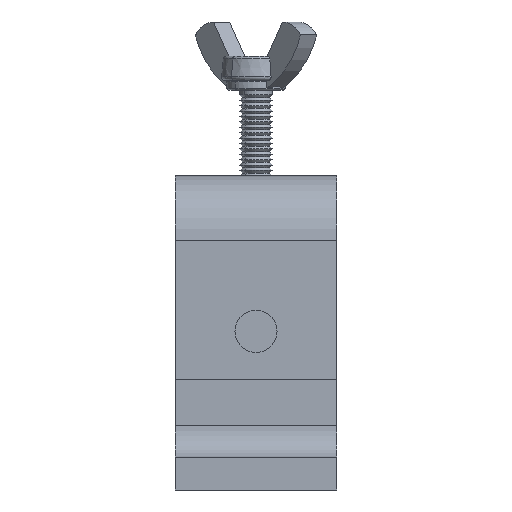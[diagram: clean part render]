
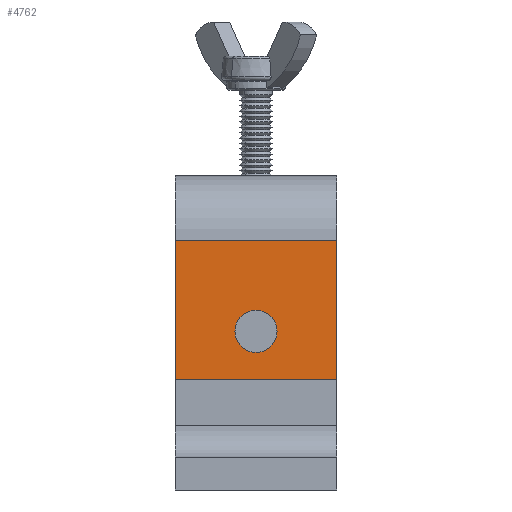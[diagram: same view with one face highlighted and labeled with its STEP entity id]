
A CAD part, front view. The second image highlights one B-rep face of the part: STEP entity #4762.
In plain terms, the highlighted planar face has unit normal (0, -1, 0).
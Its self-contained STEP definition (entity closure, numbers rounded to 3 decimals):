
#211 = CARTESIAN_POINT ( 'NONE',  ( 0., 0., -48. ) ) ;
#850 = CARTESIAN_POINT ( 'NONE',  ( 25., 0., -63. ) ) ;
#1347 = ORIENTED_EDGE ( 'NONE', *, *, #16357, .T. ) ;
#1525 = DIRECTION ( 'NONE',  ( 0., 0., -1. ) ) ;
#1622 = LINE ( 'NONE', #7941, #15973 ) ;
#2367 = CARTESIAN_POINT ( 'NONE',  ( -25., 0., -20. ) ) ;
#2397 = DIRECTION ( 'NONE',  ( 0., 0., -1. ) ) ;
#2536 = DIRECTION ( 'NONE',  ( -1., 0., 0. ) ) ;
#2615 = CARTESIAN_POINT ( 'NONE',  ( 25., 0., -20. ) ) ;
#3390 = VERTEX_POINT ( 'NONE', #6482 ) ;
#3779 = AXIS2_PLACEMENT_3D ( 'NONE', #10483, #11954, #2397 ) ;
#4360 = EDGE_CURVE ( 'NONE', #13016, #16725, #1622, .T. ) ;
#4490 = EDGE_CURVE ( 'NONE', #7043, #3390, #9009, .T. ) ;
#4762 = ADVANCED_FACE ( 'NONE', ( #8570, #13022 ), #11554, .T. ) ;
#4834 = ORIENTED_EDGE ( 'NONE', *, *, #4360, .F. ) ;
#6162 = DIRECTION ( 'NONE',  ( 0., -1., 0. ) ) ;
#6205 = LINE ( 'NONE', #2615, #11090 ) ;
#6304 = CARTESIAN_POINT ( 'NONE',  ( -25., 0., -63. ) ) ;
#6358 = DIRECTION ( 'NONE',  ( 0., 0., 1. ) ) ;
#6482 = CARTESIAN_POINT ( 'NONE',  ( 0., 0., -54.5 ) ) ;
#7043 = VERTEX_POINT ( 'NONE', #14364 ) ;
#7077 = DIRECTION ( 'NONE',  ( 0., -1., 0. ) ) ;
#7626 = DIRECTION ( 'NONE',  ( 0., 0., -1. ) ) ;
#7941 = CARTESIAN_POINT ( 'NONE',  ( 25., 0., -63. ) ) ;
#8257 = EDGE_CURVE ( 'NONE', #13016, #15567, #9801, .T. ) ;
#8407 = VERTEX_POINT ( 'NONE', #2367 ) ;
#8570 = FACE_BOUND ( 'NONE', #15426, .T. ) ;
#8804 = CARTESIAN_POINT ( 'NONE',  ( -25., 0., -63. ) ) ;
#8851 = CARTESIAN_POINT ( 'NONE',  ( 25., 0., -20. ) ) ;
#9009 = CIRCLE ( 'NONE', #9891, 6.5 ) ;
#9280 = DIRECTION ( 'NONE',  ( -1., 0., 0. ) ) ;
#9801 = LINE ( 'NONE', #14485, #13189 ) ;
#9891 = AXIS2_PLACEMENT_3D ( 'NONE', #211, #7077, #1525 ) ;
#10155 = EDGE_LOOP ( 'NONE', ( #11777, #4834, #14100, #1347 ) ) ;
#10483 = CARTESIAN_POINT ( 'NONE',  ( 0., 0., -48. ) ) ;
#11090 = VECTOR ( 'NONE', #9280, 1000. ) ;
#11554 = PLANE ( 'NONE',  #17252 ) ;
#11777 = ORIENTED_EDGE ( 'NONE', *, *, #17493, .F. ) ;
#11954 = DIRECTION ( 'NONE',  ( 0., -1., 0. ) ) ;
#12739 = CIRCLE ( 'NONE', #3779, 6.5 ) ;
#13016 = VERTEX_POINT ( 'NONE', #14130 ) ;
#13022 = FACE_OUTER_BOUND ( 'NONE', #10155, .T. ) ;
#13189 = VECTOR ( 'NONE', #6358, 1000. ) ;
#13821 = VECTOR ( 'NONE', #15554, 1000. ) ;
#14100 = ORIENTED_EDGE ( 'NONE', *, *, #8257, .T. ) ;
#14130 = CARTESIAN_POINT ( 'NONE',  ( 25., 0., -63. ) ) ;
#14212 = ORIENTED_EDGE ( 'NONE', *, *, #4490, .F. ) ;
#14364 = CARTESIAN_POINT ( 'NONE',  ( 0., 0., -41.5 ) ) ;
#14485 = CARTESIAN_POINT ( 'NONE',  ( 25., 0., -63. ) ) ;
#14739 = ORIENTED_EDGE ( 'NONE', *, *, #17196, .F. ) ;
#15426 = EDGE_LOOP ( 'NONE', ( #14739, #14212 ) ) ;
#15554 = DIRECTION ( 'NONE',  ( 0., 0., 1. ) ) ;
#15567 = VERTEX_POINT ( 'NONE', #8851 ) ;
#15902 = LINE ( 'NONE', #8804, #13821 ) ;
#15973 = VECTOR ( 'NONE', #2536, 1000. ) ;
#16357 = EDGE_CURVE ( 'NONE', #15567, #8407, #6205, .T. ) ;
#16725 = VERTEX_POINT ( 'NONE', #6304 ) ;
#17196 = EDGE_CURVE ( 'NONE', #3390, #7043, #12739, .T. ) ;
#17252 = AXIS2_PLACEMENT_3D ( 'NONE', #850, #6162, #7626 ) ;
#17493 = EDGE_CURVE ( 'NONE', #16725, #8407, #15902, .T. ) ;
